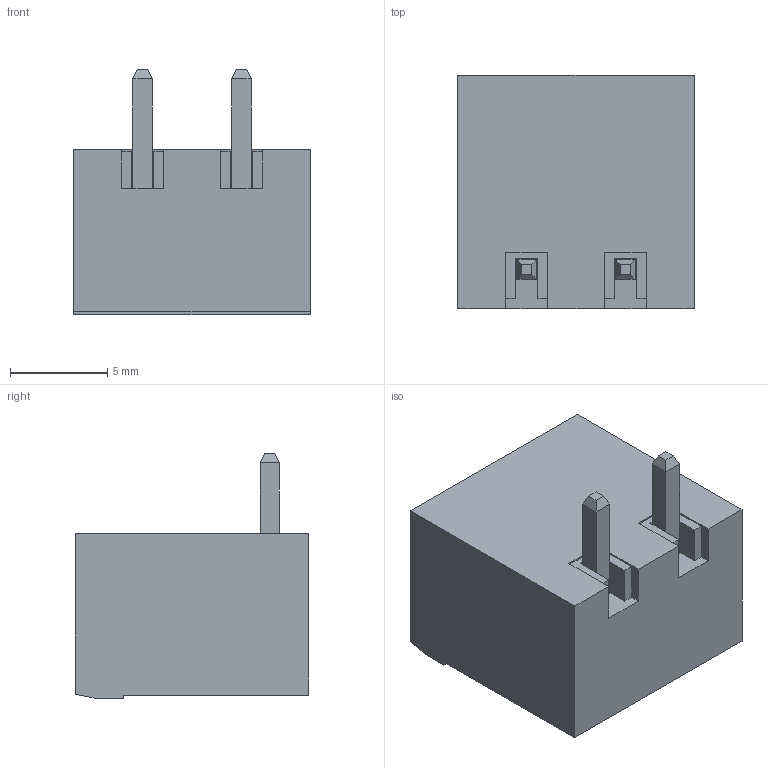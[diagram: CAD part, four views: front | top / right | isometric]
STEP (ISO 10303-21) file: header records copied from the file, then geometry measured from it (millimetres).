
FILE_DESCRIPTION (( 'STEP AP214' ), '1' );
FILE_NAME ('08E0DF67-4E6A-4DAA-BD43-AA9D7C041C90.STEP', '2023-01-05T13:21:17', ( '' ), ( '' ), 'SwSTEP 2.0', 'SolidWorks 2022', '' );
FILE_SCHEMA (( 'AUTOMOTIVE_DESIGN' ));
Length unit declared in the file: millimetre
Products named in the file (1): 08E0DF67-4E6A-4DAA-BD43-AA9D7C041C90
Bounding box: 12.16 x 12 x 12.65 mm (x, y, z)
Volume: 585.7 mm3; surface area: 1136.3 mm2
Topology: 1 solids, 1 shells, 119 faces, 315 edges, 202 vertices
Faces by surface type: plane 109, torus 4, cylinder 4, bspline 2
Entity records: 4816 total; most frequent: CARTESIAN_POINT 723, ORIENTED_EDGE 630, DIRECTION 551, EDGE_CURVE 315, LINE 267, VECTOR 267, VERTEX_POINT 202, AXIS2_PLACEMENT_3D 142
